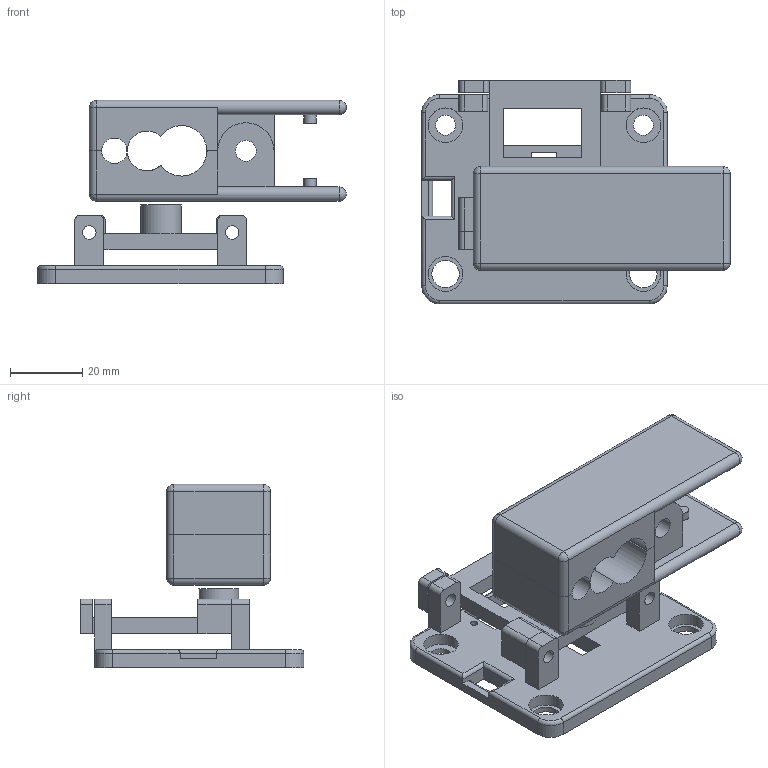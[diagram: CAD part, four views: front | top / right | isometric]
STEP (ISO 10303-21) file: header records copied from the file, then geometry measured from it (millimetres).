
FILE_DESCRIPTION(/* description */ ('STEP AP242','CAx-IF Rec.Pracs.---Representation and Presentation of Product Manufacturing Information (PMI)---4.0---2014-10-13','CAx-IF Rec.Pracs.---3D Tessellated Geometry---0.4---2014-09-14','2;1'),/* implementation_level */ '2;1');
FILE_NAME(/* name */ '663f7e97f0ed805b5e919817',/* time_stamp */ '2024-05-11T14:20:08Z',/* author */ (''),/* organization */ (''),/* preprocessor_version */ 'ST-DEVELOPER v20',/* originating_system */ ' ',/* authorisation */ ' ');
FILE_SCHEMA (('AP242_MANAGED_MODEL_BASED_3D_ENGINEERING_MIM_LF { 1 0 10303 442 1 1 4 }'));
Length unit declared in the file: metre
Products named in the file (4): pen clip fixed; pen clip top; 2020 gantry y-ax; Pen lifter
Bounding box: 85.47 x 62 x 50.8 mm (x, y, z)
Volume: 56190.9 mm3; surface area: 29549.1 mm2
Topology: 4 solids, 4 shells, 208 faces, 564 edges, 362 vertices
Faces by surface type: plane 108, cylinder 88, sphere 8, torus 4
Full cylindrical faces by diameter (mm): 2 x2, 3.4 x2, 3.75 x8, 5.5 x2, 5.8 x5, 7.6 x2, 9.6 x4, 10 x1, 11.158 x1
Entity records: 6464 total; most frequent: DIRECTION 1123, CARTESIAN_POINT 1099, ORIENTED_EDGE 1034, EDGE_CURVE 517, AXIS2_PLACEMENT_3D 396, VERTEX_POINT 350, LINE 331, VECTOR 331
